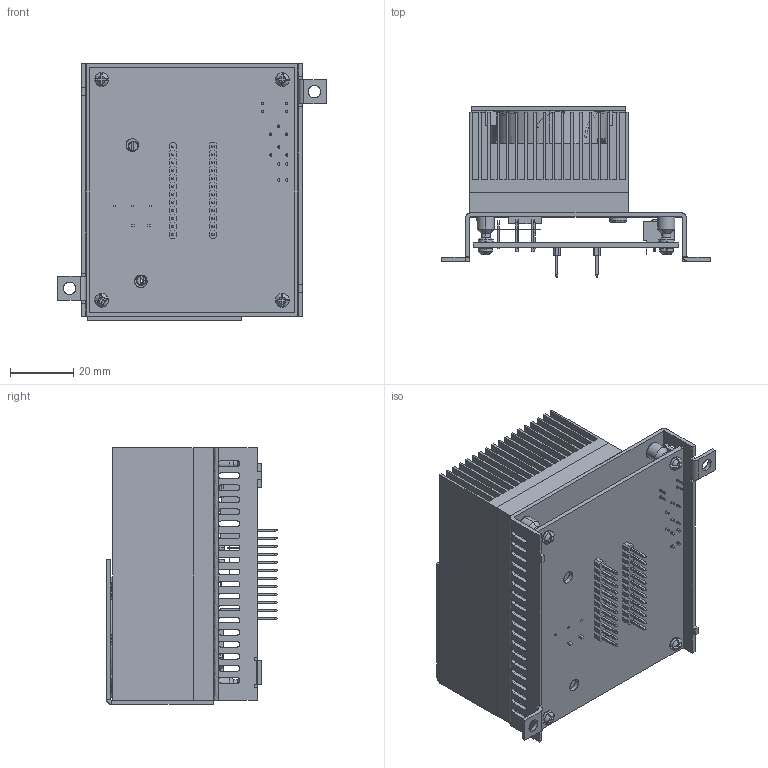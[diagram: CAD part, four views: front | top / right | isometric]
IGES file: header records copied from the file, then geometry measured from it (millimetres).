
Start section: SolidWorks IGES file using analytic representation for surfaces
Global section: file name: PLD10000-00000-D Rev A .IGS; native system: SolidWorks 2013; preprocessor: SolidWorks 2013; author: gniebel; date: 130122.155457; units: inch
Bounding box: 85.09 x 53.98 x 81.28 mm (x, y, z)
Surface area: 99104.4 mm2 (no closed solid volume)
Topology: 0 solids, 0 shells, 1175 faces, 17416 edges, 17336 vertices
Faces by surface type: bspline 799, revolution 376
